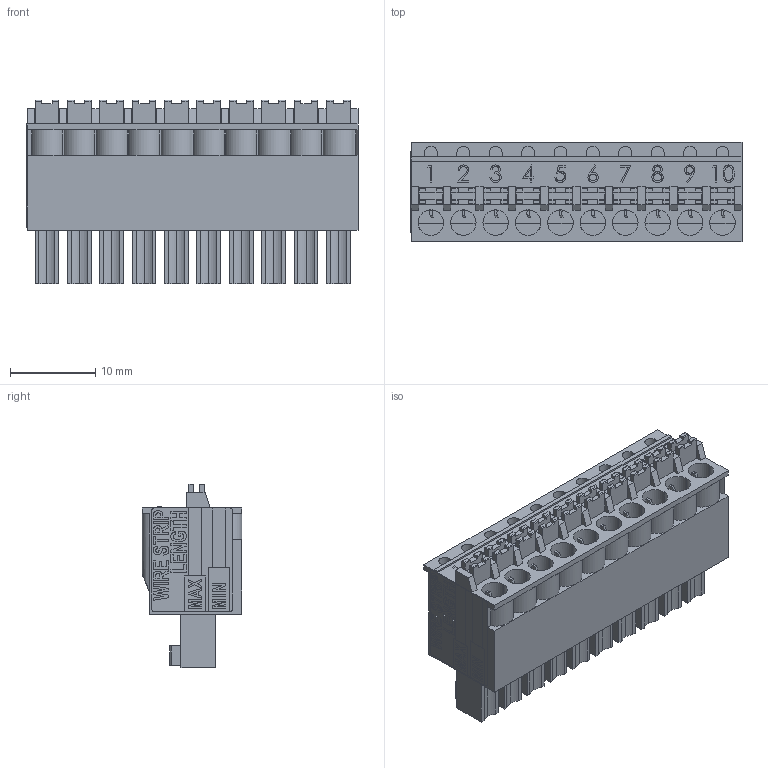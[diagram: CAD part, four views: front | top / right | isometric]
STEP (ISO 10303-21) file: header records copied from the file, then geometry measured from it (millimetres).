
FILE_DESCRIPTION (( 'STEP AP214' ), '1' );
FILE_NAME ('P1-10RTB-1.STEP', '2017-09-27T00:12:13', ( '' ), ( '' ), 'SwSTEP 2.0', 'SolidWorks 2016', '' );
FILE_SCHEMA (( 'AUTOMOTIVE_DESIGN' ));
Length unit declared in the file: inch
Products named in the file (1): P1-10RTB-1
Bounding box: 39.05 x 11.73 x 21.6 mm (x, y, z)
Volume: 5661.7 mm3; surface area: 5568.9 mm2
Topology: 2 solids, 2 shells, 1204 faces, 3284 edges, 2166 vertices
Faces by surface type: plane 876, cylinder 215, bspline 113
Entity records: 59745 total; most frequent: CARTESIAN_POINT 14060, ORIENTED_EDGE 6568, DIRECTION 5662, EDGE_CURVE 3284, VECTOR 2518, LINE 2518, VERTEX_POINT 2166, AXIS2_PLACEMENT_3D 1572
